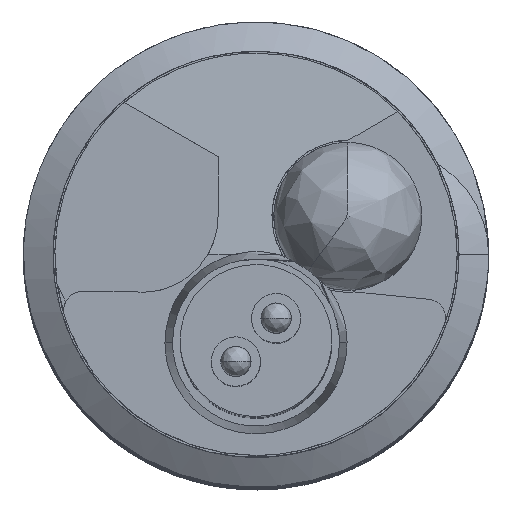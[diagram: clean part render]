
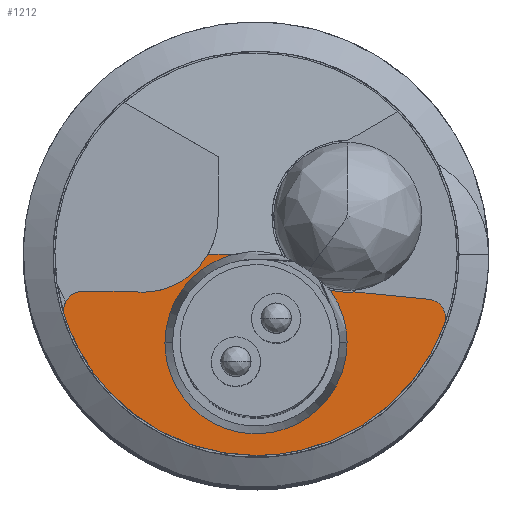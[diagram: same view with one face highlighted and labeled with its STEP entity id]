
A CAD part, top view. The second image highlights one B-rep face of the part: STEP entity #1212.
In plain terms, the highlighted free-form (B-spline) face has degree [1, 1] with [2, 2] control points.
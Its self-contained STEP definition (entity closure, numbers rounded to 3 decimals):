
#903=CARTESIAN_POINT('',(0.,-5.3,48.77));
#904=VERTEX_POINT('',#903);
#910=CARTESIAN_POINT('',(-5.042,-1.633,48.77));
#911=VERTEX_POINT('',#910);
#912=CARTESIAN_POINT('',(0.,-5.3,48.77));
#913=CARTESIAN_POINT('',(-3.855,-5.3,48.77));
#914=CARTESIAN_POINT('',(-5.042,-1.633,48.77));
#915=(BOUNDED_CURVE()B_SPLINE_CURVE(2,(#912,#913,#914),.CIRCULAR_ARC.,.F.,.U.)B_SPLINE_CURVE_WITH_KNOTS((3,3),(0.,1.),.UNSPECIFIED.)CURVE()GEOMETRIC_REPRESENTATION_ITEM()RATIONAL_B_SPLINE_CURVE((1.,0.809,1.))REPRESENTATION_ITEM(''));
#916=EDGE_CURVE('',#904,#911,#915,.T.);
#949=CARTESIAN_POINT('',(4.964,-1.856,48.77));
#950=VERTEX_POINT('',#949);
#951=CARTESIAN_POINT('',(4.964,-1.856,48.77));
#952=CARTESIAN_POINT('',(3.677,-5.3,48.77));
#953=CARTESIAN_POINT('',(0.,-5.3,48.77));
#954=(BOUNDED_CURVE()B_SPLINE_CURVE(2,(#951,#952,#953),.CIRCULAR_ARC.,.F.,.U.)B_SPLINE_CURVE_WITH_KNOTS((3,3),(0.,1.),.UNSPECIFIED.)CURVE()GEOMETRIC_REPRESENTATION_ITEM()RATIONAL_B_SPLINE_CURVE((1.,0.822,1.))REPRESENTATION_ITEM(''));
#955=EDGE_CURVE('',#950,#904,#954,.T.);
#1106=CARTESIAN_POINT('',(-1.268,0.,48.77));
#1107=VERTEX_POINT('',#1106);
#1115=CARTESIAN_POINT('',(-0.575,0.,48.77));
#1116=VERTEX_POINT('',#1115);
#1117=CARTESIAN_POINT('',(-1.268,0.,48.77));
#1118=CARTESIAN_POINT('',(-0.575,0.,48.77));
#1119=B_SPLINE_CURVE_WITH_KNOTS('',1,(#1117,#1118),.POLYLINE_FORM.,.F.,.U.,(2,2),(0.,1.),.UNSPECIFIED.);
#1120=EDGE_CURVE('',#1107,#1116,#1119,.T.);
#1130=CARTESIAN_POINT('',(-14.119,14.119,48.77));
#1131=CARTESIAN_POINT('',(14.119,14.119,48.77));
#1132=CARTESIAN_POINT('',(-14.119,-14.119,48.77));
#1133=CARTESIAN_POINT('',(14.119,-14.119,48.77));
#1134=B_SPLINE_SURFACE_WITH_KNOTS('',1,1,((#1130,#1131),(#1132,#1133)),.PLANE_SURF.,.F.,.F.,.U.,(2,2),(2,2),(0.,1.),(0.,1.),.UNSPECIFIED.);
#1135=CARTESIAN_POINT('',(-2.4,-2.33,48.77));
#1136=VERTEX_POINT('',#1135);
#1137=CARTESIAN_POINT('',(-2.4,-2.33,48.77));
#1138=CARTESIAN_POINT('',(-2.4,-0.451,48.77));
#1139=CARTESIAN_POINT('',(-0.575,0.,48.77));
#1140=(BOUNDED_CURVE()B_SPLINE_CURVE(2,(#1137,#1138,#1139),.CIRCULAR_ARC.,.F.,.U.)B_SPLINE_CURVE_WITH_KNOTS((3,3),(0.,1.),.UNSPECIFIED.)CURVE()GEOMETRIC_REPRESENTATION_ITEM()RATIONAL_B_SPLINE_CURVE((1.,0.787,1.))REPRESENTATION_ITEM(''));
#1141=EDGE_CURVE('',#1136,#1116,#1140,.T.);
#1142=ORIENTED_EDGE('',*,*,#1141,.T.);
#1143=ORIENTED_EDGE('',*,*,#1120,.F.);
#1144=CARTESIAN_POINT('',(-3.289,-0.979,48.77));
#1145=VERTEX_POINT('',#1144);
#1146=CARTESIAN_POINT('',(-1.268,0.,48.77));
#1147=CARTESIAN_POINT('',(-1.947,-1.175,48.77));
#1148=CARTESIAN_POINT('',(-3.289,-0.979,48.77));
#1149=(BOUNDED_CURVE()B_SPLINE_CURVE(2,(#1146,#1147,#1148),.CIRCULAR_ARC.,.F.,.U.)B_SPLINE_CURVE_WITH_KNOTS((3,3),(0.,1.),.UNSPECIFIED.)CURVE()GEOMETRIC_REPRESENTATION_ITEM()RATIONAL_B_SPLINE_CURVE((1.,0.827,1.))REPRESENTATION_ITEM(''));
#1150=EDGE_CURVE('',#1107,#1145,#1149,.T.);
#1151=ORIENTED_EDGE('',*,*,#1150,.T.);
#1152=CARTESIAN_POINT('',(-4.566,-0.979,48.77));
#1153=VERTEX_POINT('',#1152);
#1154=CARTESIAN_POINT('',(-3.289,-0.979,48.77));
#1155=CARTESIAN_POINT('',(-4.566,-0.979,48.77));
#1156=B_SPLINE_CURVE_WITH_KNOTS('',1,(#1154,#1155),.POLYLINE_FORM.,.F.,.U.,(2,2),(0.,1.),.UNSPECIFIED.);
#1157=EDGE_CURVE('',#1145,#1153,#1156,.T.);
#1158=ORIENTED_EDGE('',*,*,#1157,.T.);
#1159=CARTESIAN_POINT('',(-4.566,-0.979,48.77));
#1160=CARTESIAN_POINT('',(-4.821,-0.979,48.77));
#1161=CARTESIAN_POINT('',(-4.971,-1.185,48.77));
#1162=CARTESIAN_POINT('',(-5.121,-1.391,48.77));
#1163=CARTESIAN_POINT('',(-5.042,-1.633,48.77));
#1164=(BOUNDED_CURVE()B_SPLINE_CURVE(2,(#1159,#1160,#1161,#1162,#1163),.CIRCULAR_ARC.,.F.,.U.)B_SPLINE_CURVE_WITH_KNOTS((3,2,3),(0.,0.5,1.),.UNSPECIFIED.)CURVE()GEOMETRIC_REPRESENTATION_ITEM()RATIONAL_B_SPLINE_CURVE((1.,0.891,1.,0.891,1.))REPRESENTATION_ITEM(''));
#1165=EDGE_CURVE('',#1153,#911,#1164,.T.);
#1166=ORIENTED_EDGE('',*,*,#1165,.T.);
#1167=ORIENTED_EDGE('',*,*,#916,.F.);
#1168=ORIENTED_EDGE('',*,*,#955,.F.);
#1169=CARTESIAN_POINT('',(4.545,-1.184,48.77));
#1170=VERTEX_POINT('',#1169);
#1171=CARTESIAN_POINT('',(4.964,-1.856,48.77));
#1172=CARTESIAN_POINT('',(5.05,-1.626,48.77));
#1173=CARTESIAN_POINT('',(4.92,-1.417,48.77));
#1174=CARTESIAN_POINT('',(4.79,-1.208,48.77));
#1175=CARTESIAN_POINT('',(4.545,-1.184,48.77));
#1176=(BOUNDED_CURVE()B_SPLINE_CURVE(2,(#1171,#1172,#1173,#1174,#1175),.CIRCULAR_ARC.,.F.,.U.)B_SPLINE_CURVE_WITH_KNOTS((3,2,3),(0.,0.5,1.),.UNSPECIFIED.)CURVE()GEOMETRIC_REPRESENTATION_ITEM()RATIONAL_B_SPLINE_CURVE((1.,0.897,1.,0.897,1.))REPRESENTATION_ITEM(''));
#1177=EDGE_CURVE('',#950,#1170,#1176,.T.);
#1178=ORIENTED_EDGE('',*,*,#1177,.T.);
#1179=CARTESIAN_POINT('',(2.607,-0.991,48.77));
#1180=VERTEX_POINT('',#1179);
#1181=CARTESIAN_POINT('',(4.545,-1.184,48.77));
#1182=CARTESIAN_POINT('',(2.607,-0.991,48.77));
#1183=B_SPLINE_CURVE_WITH_KNOTS('',1,(#1181,#1182),.POLYLINE_FORM.,.F.,.U.,(2,2),(0.,1.),.UNSPECIFIED.);
#1184=EDGE_CURVE('',#1170,#1180,#1183,.T.);
#1185=ORIENTED_EDGE('',*,*,#1184,.T.);
#1186=CARTESIAN_POINT('',(1.961,-0.947,48.77));
#1187=VERTEX_POINT('',#1186);
#1188=CARTESIAN_POINT('',(2.607,-0.991,48.77));
#1189=CARTESIAN_POINT('',(2.28,-1.022,48.77));
#1190=CARTESIAN_POINT('',(1.961,-0.947,48.77));
#1191=(BOUNDED_CURVE()B_SPLINE_CURVE(2,(#1188,#1189,#1190),.CIRCULAR_ARC.,.F.,.U.)B_SPLINE_CURVE_WITH_KNOTS((3,3),(0.,1.),.UNSPECIFIED.)CURVE()GEOMETRIC_REPRESENTATION_ITEM()RATIONAL_B_SPLINE_CURVE((1.,0.987,1.))REPRESENTATION_ITEM(''));
#1192=EDGE_CURVE('',#1180,#1187,#1191,.T.);
#1193=ORIENTED_EDGE('',*,*,#1192,.T.);
#1194=CARTESIAN_POINT('',(2.4,-2.33,48.77));
#1195=VERTEX_POINT('',#1194);
#1196=CARTESIAN_POINT('',(1.961,-0.947,48.77));
#1197=CARTESIAN_POINT('',(2.4,-1.569,48.77));
#1198=CARTESIAN_POINT('',(2.4,-2.33,48.77));
#1199=(BOUNDED_CURVE()B_SPLINE_CURVE(2,(#1196,#1197,#1198),.CIRCULAR_ARC.,.F.,.U.)B_SPLINE_CURVE_WITH_KNOTS((3,3),(0.,1.),.UNSPECIFIED.)CURVE()GEOMETRIC_REPRESENTATION_ITEM()RATIONAL_B_SPLINE_CURVE((1.,0.953,1.))REPRESENTATION_ITEM(''));
#1200=EDGE_CURVE('',#1187,#1195,#1199,.T.);
#1201=ORIENTED_EDGE('',*,*,#1200,.T.);
#1202=CARTESIAN_POINT('',(2.4,-2.33,48.77));
#1203=CARTESIAN_POINT('',(2.4,-4.73,48.77));
#1204=CARTESIAN_POINT('',(0.,-4.73,48.77));
#1205=CARTESIAN_POINT('',(-2.4,-4.73,48.77));
#1206=CARTESIAN_POINT('',(-2.4,-2.33,48.77));
#1207=(BOUNDED_CURVE()B_SPLINE_CURVE(2,(#1202,#1203,#1204,#1205,#1206),.CIRCULAR_ARC.,.F.,.U.)B_SPLINE_CURVE_WITH_KNOTS((3,2,3),(0.,0.5,1.),.UNSPECIFIED.)CURVE()GEOMETRIC_REPRESENTATION_ITEM()RATIONAL_B_SPLINE_CURVE((1.,0.707,1.,0.707,1.))REPRESENTATION_ITEM(''));
#1208=EDGE_CURVE('',#1195,#1136,#1207,.T.);
#1209=ORIENTED_EDGE('',*,*,#1208,.T.);
#1210=EDGE_LOOP('',(#1142,#1143,#1151,#1158,#1166,#1167,#1168,#1178,#1185,#1193,#1201,#1209));
#1211=FACE_OUTER_BOUND('',#1210,.T.);
#1212=ADVANCED_FACE('',(#1211),#1134,.T.);
